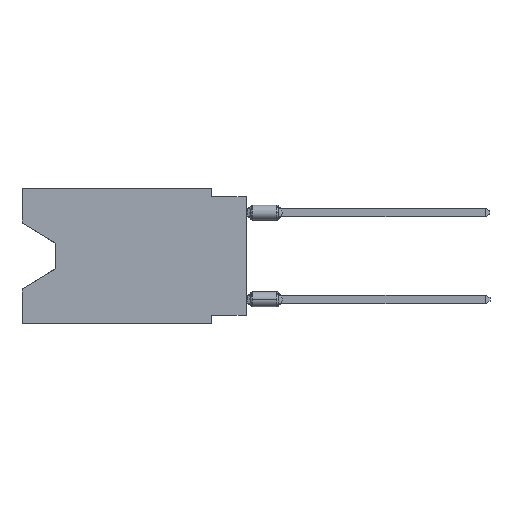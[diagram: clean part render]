
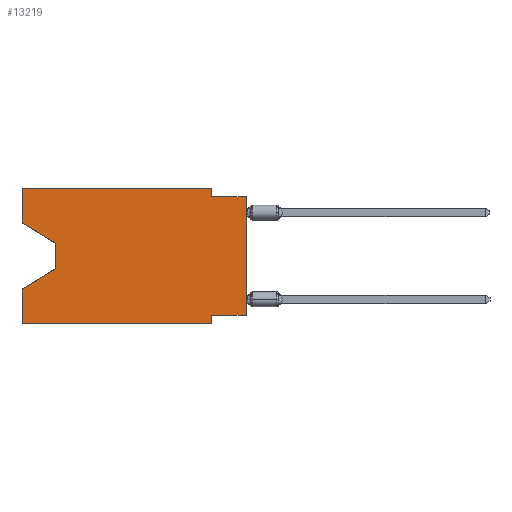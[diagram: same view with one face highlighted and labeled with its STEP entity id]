
A CAD part, left-side view. The second image highlights one B-rep face of the part: STEP entity #13219.
In plain terms, the highlighted planar face has unit normal (-1, 0, 0).
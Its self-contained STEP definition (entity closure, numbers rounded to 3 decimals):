
#600 = LINE ( 'NONE', #3229, #6729 ) ;
#700 = CARTESIAN_POINT ( 'NONE',  ( 0., 13.97, -5.893 ) ) ;
#1049 = EDGE_CURVE ( 'NONE', #6327, #4810, #18153, .T. ) ;
#1080 = CARTESIAN_POINT ( 'NONE',  ( 0., 0., 0. ) ) ;
#1298 = ORIENTED_EDGE ( 'NONE', *, *, #5517, .F. ) ;
#1418 = CARTESIAN_POINT ( 'NONE',  ( 0., 16.383, -2.546 ) ) ;
#1515 = FACE_OUTER_BOUND ( 'NONE', #16796, .T. ) ;
#1661 = DIRECTION ( 'NONE',  ( 0., 0., -1. ) ) ;
#2219 = VECTOR ( 'NONE', #15196, 1000. ) ;
#2768 = EDGE_CURVE ( 'NONE', #10933, #18057, #16648, .T. ) ;
#2863 = VERTEX_POINT ( 'NONE', #9862 ) ;
#3154 = CARTESIAN_POINT ( 'NONE',  ( 0., 0., -9.271 ) ) ;
#3229 = CARTESIAN_POINT ( 'NONE',  ( 0., 16.383, 0. ) ) ;
#3508 = CARTESIAN_POINT ( 'NONE',  ( 0., 2.54, -9.906 ) ) ;
#3714 = LINE ( 'NONE', #1080, #2219 ) ;
#3755 = DIRECTION ( 'NONE',  ( 0., 0., -1. ) ) ;
#3777 = VECTOR ( 'NONE', #10832, 1000. ) ;
#4274 = DIRECTION ( 'NONE',  ( 0., 0., 1. ) ) ;
#4810 = VERTEX_POINT ( 'NONE', #7338 ) ;
#5133 = CARTESIAN_POINT ( 'NONE',  ( 0., 2.54, -9.271 ) ) ;
#5351 = VERTEX_POINT ( 'NONE', #9643 ) ;
#5396 = CARTESIAN_POINT ( 'NONE',  ( 0., 16.383, 0. ) ) ;
#5470 = CARTESIAN_POINT ( 'NONE',  ( 0., 2.54, -0.635 ) ) ;
#5492 = LINE ( 'NONE', #5396, #12034 ) ;
#5517 = EDGE_CURVE ( 'NONE', #12558, #7714, #5492, .T. ) ;
#5544 = CARTESIAN_POINT ( 'NONE',  ( 0., 16.383, -2.546 ) ) ;
#6050 = VERTEX_POINT ( 'NONE', #8770 ) ;
#6295 = EDGE_CURVE ( 'NONE', #6327, #2863, #16926, .T. ) ;
#6327 = VERTEX_POINT ( 'NONE', #1418 ) ;
#6426 = VECTOR ( 'NONE', #11385, 1000. ) ;
#6519 = LINE ( 'NONE', #12275, #9183 ) ;
#6729 = VECTOR ( 'NONE', #9064, 1000. ) ;
#6947 = CARTESIAN_POINT ( 'NONE',  ( 0., 13.97, -4.013 ) ) ;
#7040 = DIRECTION ( 'NONE',  ( 0., -0.855, -0.519 ) ) ;
#7152 = ORIENTED_EDGE ( 'NONE', *, *, #15392, .F. ) ;
#7227 = CARTESIAN_POINT ( 'NONE',  ( 0., 16.383, 0. ) ) ;
#7338 = CARTESIAN_POINT ( 'NONE',  ( 0., 16.383, 0. ) ) ;
#7714 = VERTEX_POINT ( 'NONE', #15231 ) ;
#8319 = EDGE_CURVE ( 'NONE', #12888, #5351, #13808, .T. ) ;
#8603 = ORIENTED_EDGE ( 'NONE', *, *, #1049, .F. ) ;
#8770 = CARTESIAN_POINT ( 'NONE',  ( 0., 13.97, -5.893 ) ) ;
#8800 = CARTESIAN_POINT ( 'NONE',  ( 0., 2.54, 0. ) ) ;
#9064 = DIRECTION ( 'NONE',  ( 0., -1., 0. ) ) ;
#9170 = VECTOR ( 'NONE', #13892, 1000. ) ;
#9183 = VECTOR ( 'NONE', #16512, 1000. ) ;
#9415 = ORIENTED_EDGE ( 'NONE', *, *, #12725, .T. ) ;
#9439 = ORIENTED_EDGE ( 'NONE', *, *, #16606, .T. ) ;
#9643 = CARTESIAN_POINT ( 'NONE',  ( 0., 0., -0.635 ) ) ;
#9685 = PLANE ( 'NONE',  #18438 ) ;
#9862 = CARTESIAN_POINT ( 'NONE',  ( 0., 13.97, -4.013 ) ) ;
#10019 = CARTESIAN_POINT ( 'NONE',  ( 0., 16.383, -9.906 ) ) ;
#10719 = VECTOR ( 'NONE', #3755, 1000. ) ;
#10832 = DIRECTION ( 'NONE',  ( 0., 0., 1. ) ) ;
#10875 = EDGE_CURVE ( 'NONE', #12558, #18057, #15116, .T. ) ;
#10933 = VERTEX_POINT ( 'NONE', #5133 ) ;
#11124 = LINE ( 'NONE', #700, #13925 ) ;
#11189 = DIRECTION ( 'NONE',  ( 1., 0., 0. ) ) ;
#11239 = VERTEX_POINT ( 'NONE', #3154 ) ;
#11331 = EDGE_CURVE ( 'NONE', #11239, #10933, #6519, .T. ) ;
#11353 = ORIENTED_EDGE ( 'NONE', *, *, #6295, .T. ) ;
#11385 = DIRECTION ( 'NONE',  ( 0., 0., -1. ) ) ;
#11960 = VECTOR ( 'NONE', #16887, 1000. ) ;
#12034 = VECTOR ( 'NONE', #4274, 1000. ) ;
#12275 = CARTESIAN_POINT ( 'NONE',  ( 0., 0., -9.271 ) ) ;
#12364 = VECTOR ( 'NONE', #1661, 1000. ) ;
#12456 = ORIENTED_EDGE ( 'NONE', *, *, #18094, .F. ) ;
#12558 = VERTEX_POINT ( 'NONE', #10019 ) ;
#12725 = EDGE_CURVE ( 'NONE', #6050, #7714, #11124, .T. ) ;
#12888 = VERTEX_POINT ( 'NONE', #5470 ) ;
#13160 = EDGE_CURVE ( 'NONE', #2863, #6050, #14125, .T. ) ;
#13219 = ADVANCED_FACE ( 'NONE', ( #1515 ), #9685, .F. ) ;
#13806 = CARTESIAN_POINT ( 'NONE',  ( 0., 16.383, -9.906 ) ) ;
#13808 = LINE ( 'NONE', #16711, #11960 ) ;
#13892 = DIRECTION ( 'NONE',  ( 0., -1., 0. ) ) ;
#13925 = VECTOR ( 'NONE', #15186, 1000. ) ;
#14068 = ORIENTED_EDGE ( 'NONE', *, *, #13160, .T. ) ;
#14125 = LINE ( 'NONE', #6947, #6426 ) ;
#14140 = CARTESIAN_POINT ( 'NONE',  ( 0., 2.54, 0. ) ) ;
#14164 = ORIENTED_EDGE ( 'NONE', *, *, #8319, .F. ) ;
#14215 = DIRECTION ( 'NONE',  ( 0., 0., -1. ) ) ;
#14263 = ORIENTED_EDGE ( 'NONE', *, *, #11331, .F. ) ;
#14368 = LINE ( 'NONE', #8800, #12364 ) ;
#15116 = LINE ( 'NONE', #13806, #9170 ) ;
#15186 = DIRECTION ( 'NONE',  ( 0., 0.855, -0.519 ) ) ;
#15196 = DIRECTION ( 'NONE',  ( 0., 0., 1. ) ) ;
#15231 = CARTESIAN_POINT ( 'NONE',  ( 0., 16.383, -7.36 ) ) ;
#15392 = EDGE_CURVE ( 'NONE', #18366, #12888, #14368, .T. ) ;
#15415 = CARTESIAN_POINT ( 'NONE',  ( 0., 2.54, -9.906 ) ) ;
#15444 = ORIENTED_EDGE ( 'NONE', *, *, #10875, .T. ) ;
#16512 = DIRECTION ( 'NONE',  ( 0., 1., 0. ) ) ;
#16606 = EDGE_CURVE ( 'NONE', #11239, #5351, #3714, .T. ) ;
#16648 = LINE ( 'NONE', #15415, #10719 ) ;
#16711 = CARTESIAN_POINT ( 'NONE',  ( 0., 0., -0.635 ) ) ;
#16796 = EDGE_LOOP ( 'NONE', ( #11353, #14068, #9415, #1298, #15444, #17193, #14263, #9439, #14164, #7152, #12456, #8603 ) ) ;
#16887 = DIRECTION ( 'NONE',  ( 0., -1., 0. ) ) ;
#16926 = LINE ( 'NONE', #5544, #17663 ) ;
#17193 = ORIENTED_EDGE ( 'NONE', *, *, #2768, .F. ) ;
#17663 = VECTOR ( 'NONE', #7040, 1000. ) ;
#18057 = VERTEX_POINT ( 'NONE', #3508 ) ;
#18094 = EDGE_CURVE ( 'NONE', #4810, #18366, #600, .T. ) ;
#18153 = LINE ( 'NONE', #18244, #3777 ) ;
#18244 = CARTESIAN_POINT ( 'NONE',  ( 0., 16.383, 0. ) ) ;
#18366 = VERTEX_POINT ( 'NONE', #14140 ) ;
#18438 = AXIS2_PLACEMENT_3D ( 'NONE', #7227, #11189, #14215 ) ;
